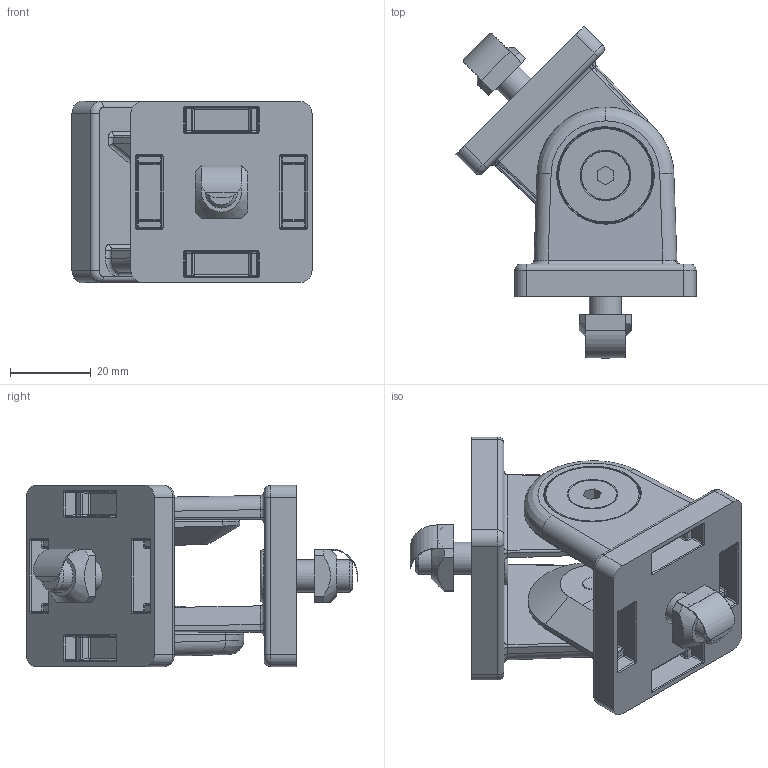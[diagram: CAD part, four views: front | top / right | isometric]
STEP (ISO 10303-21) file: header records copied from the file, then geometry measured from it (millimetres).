
FILE_DESCRIPTION(/* description */ (''),/* implementation_level */ '2;1');
FILE_NAME(/* name */ '42-100-1.stp',/* time_stamp */ '2022-01-25T13:58:48-05:00',/* author */ ('jmurphy'),/* organization */ (''),/* preprocessor_version */ 'ST-DEVELOPER v18.1',/* originating_system */ 'AutoCAD Mechanical',/* authorisation */ '');
FILE_SCHEMA (('AUTOMOTIVE_DESIGN { 1 0 10303 214 3 1 1 }'));
Length unit declared in the file: millimetre
Products named in the file (1): Product
Bounding box: 59.62 x 82.42 x 45 mm (x, y, z)
Volume: 56071.2 mm3; surface area: 34329 mm2
Topology: 15 solids, 15 shells, 1372 faces, 3148 edges, 1712 vertices
Faces by surface type: cylinder 480, plane 320, torus 188, bspline 168, sphere 128, cone 88
Full cylindrical faces by diameter (mm): 6.8 x2, 8 x2, 13 x2
Entity records: 43255 total; most frequent: CARTESIAN_POINT 13661, DIRECTION 6562, ORIENTED_EDGE 6040, EDGE_CURVE 3020, AXIS2_PLACEMENT_3D 2713, VERTEX_POINT 1712, CIRCLE 1450, EDGE_LOOP 1436
